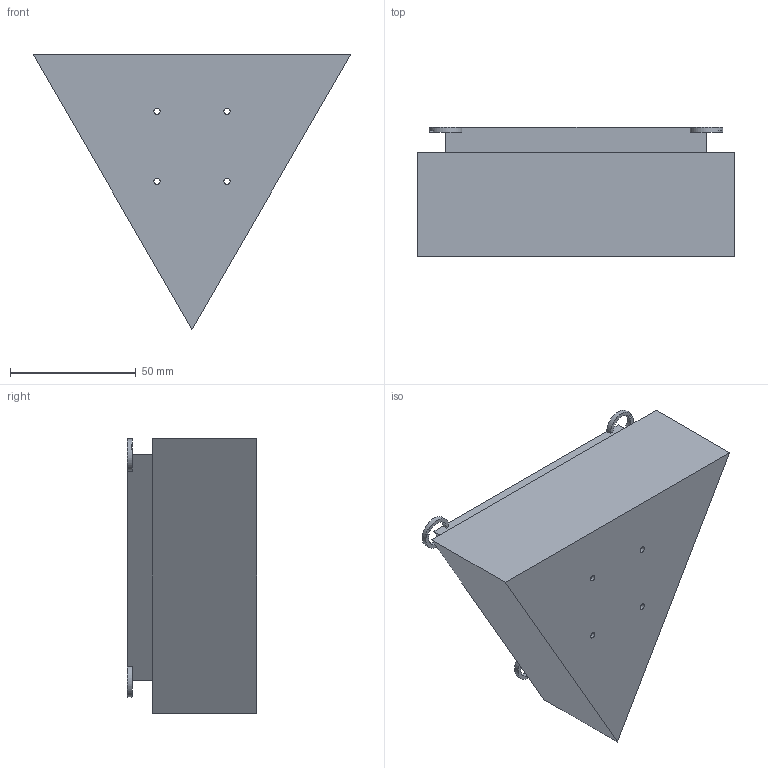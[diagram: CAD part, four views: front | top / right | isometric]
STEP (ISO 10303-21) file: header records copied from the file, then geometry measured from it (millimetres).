
FILE_DESCRIPTION(/* description */ (''),/* implementation_level */ '2;1');
FILE_NAME(/* name */ 'Triangle Camera Holder v3.step',/* time_stamp */ '2018-03-24T18:46:20-04:00',/* author */ ('garg46'),/* organization */ (''),/* preprocessor_version */ 'ST-DEVELOPER v16.13',/* originating_system */ 'Autodesk Translation Framework v6.5.0.72',/* authorisation */ '');
FILE_SCHEMA (('AUTOMOTIVE_DESIGN { 1 0 10303 214 3 1 1 }'));
Length unit declared in the file: millimetre
Products named in the file (1): Triangle Camera Holder
Bounding box: 126.44 x 51.5 x 109.5 mm (x, y, z)
Volume: 55711.6 mm3; surface area: 75154.8 mm2
Topology: 1 solids, 1 shells, 42 faces, 120 edges, 80 vertices
Faces by surface type: plane 32, cylinder 10
Full cylindrical faces by diameter (mm): 2.45 x4
Entity records: 1437 total; most frequent: CARTESIAN_POINT 243, ORIENTED_EDGE 240, DIRECTION 238, EDGE_CURVE 120, LINE 88, VECTOR 88, VERTEX_POINT 80, AXIS2_PLACEMENT_3D 75
